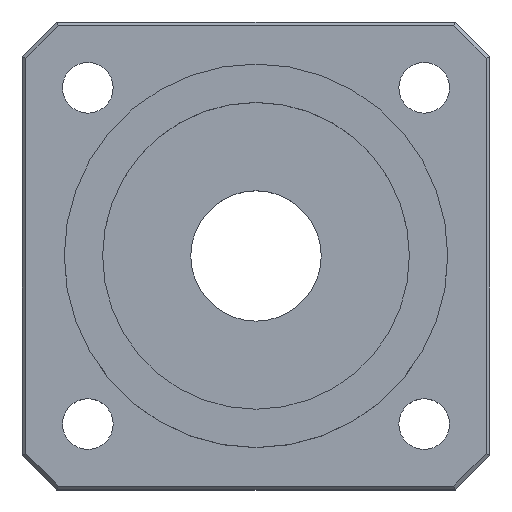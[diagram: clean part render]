
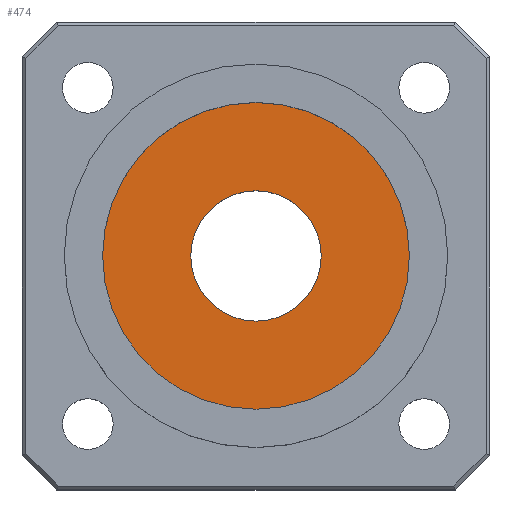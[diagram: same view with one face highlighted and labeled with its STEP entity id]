
A CAD part, top view. The second image highlights one B-rep face of the part: STEP entity #474.
In plain terms, the highlighted planar face has unit normal (0, 0, 1).
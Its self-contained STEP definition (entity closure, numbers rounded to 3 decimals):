
#168 = CARTESIAN_POINT ( 'NONE',  ( 0., 0., 9.5 ) ) ;
#265 = CARTESIAN_POINT ( 'NONE',  ( 0., 0., 9.5 ) ) ;
#282 = EDGE_CURVE ( 'NONE', #1308, #561, #457, .T. ) ;
#337 = DIRECTION ( 'NONE',  ( 0., 0., -1. ) ) ;
#352 = EDGE_CURVE ( 'NONE', #561, #1308, #1147, .T. ) ;
#353 = FACE_BOUND ( 'NONE', #444, .T. ) ;
#360 = PLANE ( 'NONE',  #987 ) ;
#381 = CARTESIAN_POINT ( 'NONE',  ( 0., 0., 9.5 ) ) ;
#388 = DIRECTION ( 'NONE',  ( 0., 0., -1. ) ) ;
#444 = EDGE_LOOP ( 'NONE', ( #1113, #1083 ) ) ;
#457 = CIRCLE ( 'NONE', #1387, 20. ) ;
#474 = ADVANCED_FACE ( 'NONE', ( #353, #856 ), #360, .F. ) ;
#561 = VERTEX_POINT ( 'NONE', #1156 ) ;
#565 = AXIS2_PLACEMENT_3D ( 'NONE', #265, #918, #1151 ) ;
#588 = ORIENTED_EDGE ( 'NONE', *, *, #352, .F. ) ;
#593 = CIRCLE ( 'NONE', #565, 8.5 ) ;
#642 = CARTESIAN_POINT ( 'NONE',  ( -20., 0., 9.5 ) ) ;
#697 = CARTESIAN_POINT ( 'NONE',  ( 8.5, 0., 9.5 ) ) ;
#712 = AXIS2_PLACEMENT_3D ( 'NONE', #168, #916, #922 ) ;
#747 = EDGE_LOOP ( 'NONE', ( #832, #588 ) ) ;
#772 = VERTEX_POINT ( 'NONE', #989 ) ;
#832 = ORIENTED_EDGE ( 'NONE', *, *, #282, .F. ) ;
#856 = FACE_OUTER_BOUND ( 'NONE', #747, .T. ) ;
#866 = CARTESIAN_POINT ( 'NONE',  ( 0., 0., 9.5 ) ) ;
#916 = DIRECTION ( 'NONE',  ( 0., 0., -1. ) ) ;
#918 = DIRECTION ( 'NONE',  ( 0., 0., -1. ) ) ;
#922 = DIRECTION ( 'NONE',  ( -1., 0., 0. ) ) ;
#987 = AXIS2_PLACEMENT_3D ( 'NONE', #866, #388, #1531 ) ;
#989 = CARTESIAN_POINT ( 'NONE',  ( -8.5, 0., 9.5 ) ) ;
#1083 = ORIENTED_EDGE ( 'NONE', *, *, #1312, .T. ) ;
#1095 = CARTESIAN_POINT ( 'NONE',  ( 0., 0., 9.5 ) ) ;
#1113 = ORIENTED_EDGE ( 'NONE', *, *, #1114, .T. ) ;
#1114 = EDGE_CURVE ( 'NONE', #772, #1173, #1512, .T. ) ;
#1116 = DIRECTION ( 'NONE',  ( -1., 0., 0. ) ) ;
#1134 = DIRECTION ( 'NONE',  ( 0., 0., -1. ) ) ;
#1143 = DIRECTION ( 'NONE',  ( -1., 0., 0. ) ) ;
#1147 = CIRCLE ( 'NONE', #1595, 20. ) ;
#1151 = DIRECTION ( 'NONE',  ( -1., 0., 0. ) ) ;
#1156 = CARTESIAN_POINT ( 'NONE',  ( 20., 0., 9.5 ) ) ;
#1173 = VERTEX_POINT ( 'NONE', #697 ) ;
#1308 = VERTEX_POINT ( 'NONE', #642 ) ;
#1312 = EDGE_CURVE ( 'NONE', #1173, #772, #593, .T. ) ;
#1387 = AXIS2_PLACEMENT_3D ( 'NONE', #381, #1134, #1143 ) ;
#1512 = CIRCLE ( 'NONE', #712, 8.5 ) ;
#1531 = DIRECTION ( 'NONE',  ( -1., 0., 0. ) ) ;
#1595 = AXIS2_PLACEMENT_3D ( 'NONE', #1095, #337, #1116 ) ;
